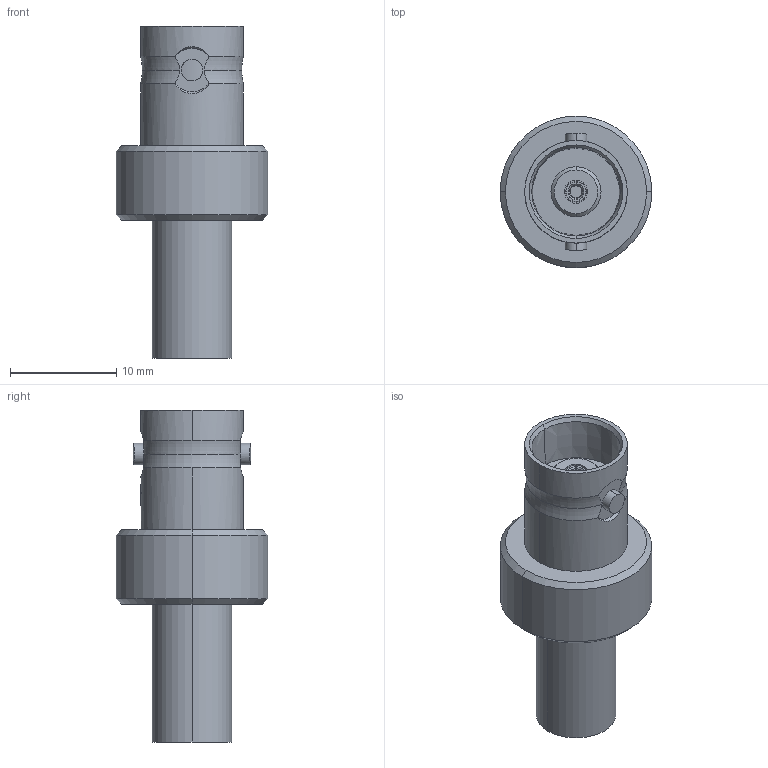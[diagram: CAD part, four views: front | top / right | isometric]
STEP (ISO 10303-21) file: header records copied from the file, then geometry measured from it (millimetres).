
FILE_DESCRIPTION (( 'STEP AP214' ), '1' );
FILE_NAME ('J01001A0073.STEP', '2018-11-15T07:42:06', ( '' ), ( '' ), 'SwSTEP 2.0', 'SolidWorks 2017', '' );
FILE_SCHEMA (( 'AUTOMOTIVE_DESIGN' ));
Length unit declared in the file: millimetre
Products named in the file (1): J01001A0073
Bounding box: 14.3 x 14.3 x 31.3 mm (x, y, z)
Volume: 1985 mm3; surface area: 1679.5 mm2
Topology: 1 solids, 1 shells, 130 faces, 309 edges, 199 vertices
Faces by surface type: plane 48, cylinder 40, cone 28, torus 14
Entity records: 5358 total; most frequent: CARTESIAN_POINT 1007, ORIENTED_EDGE 618, DIRECTION 610, EDGE_CURVE 309, AXIS2_PLACEMENT_3D 248, VERTEX_POINT 199, EDGE_LOOP 148, FACE_OUTER_BOUND 130
